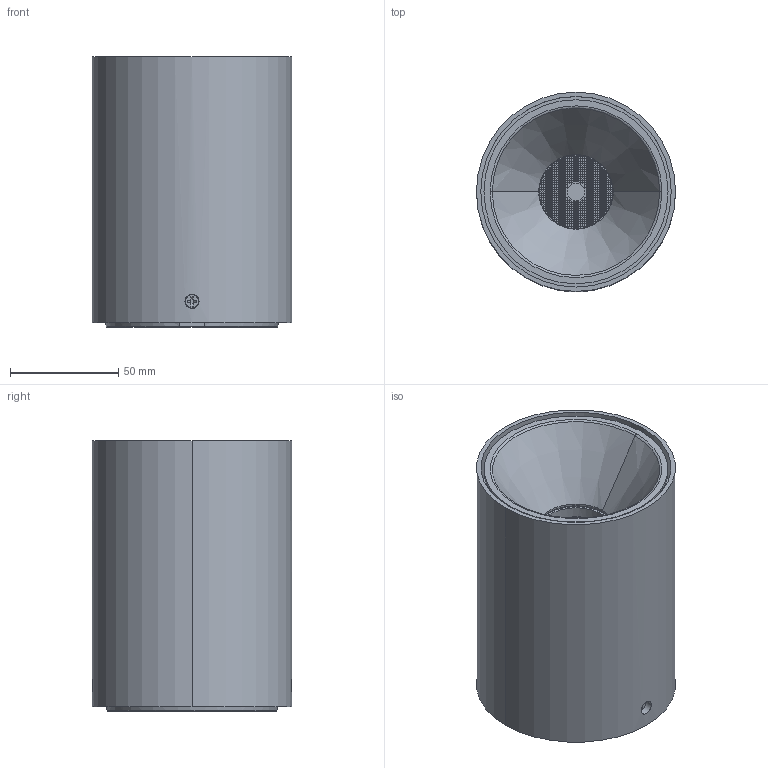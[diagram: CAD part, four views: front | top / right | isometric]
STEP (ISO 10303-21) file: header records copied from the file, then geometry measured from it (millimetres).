
FILE_DESCRIPTION((''),'2;1');
FILE_NAME('010183B02_ASM','2020-05-27T15:44:25',('Administrator'),(''),'CREO PARAMETRIC BY PTC INC, 2019010','CREO PARAMETRIC BY PTC INC, 2019010','');
FILE_SCHEMA(('CONFIG_CONTROL_DESIGN','SHAPE_APPEARANCE_LAYERS_GROUPS'));
Length unit declared in the file: millimetre
Products named in the file (7): 78-MZ_3; DENGBEI_2; 78-GAI_3; M8X6_2; 39-RH_3; 78-MZ_ASM_7_ASM; 010183B02_ASM
Assembly tree (7 placements, depth 3):
  010183B02_ASM
    78-MZ_ASM_7_ASM
      78-MZ_3
      DENGBEI_2
      78-GAI_3
      M8X6_2  x2
      39-RH_3
Bounding box: 92 x 92 x 125 mm (x, y, z)
Volume: 519801.7 mm3; surface area: 112621.9 mm2
Topology: 6 solids, 6 shells, 6056 faces, 15619 edges, 10391 vertices
Faces by surface type: plane 5956, cylinder 76, cone 10, bspline 8, torus 6
Entity records: 182144 total; most frequent: CARTESIAN_POINT 33496, ORIENTED_EDGE 31016, DIRECTION 27682, EDGE_CURVE 15508, VECTOR 15262, LINE 15262, VERTEX_POINT 10319, EDGE_LOOP 6845
